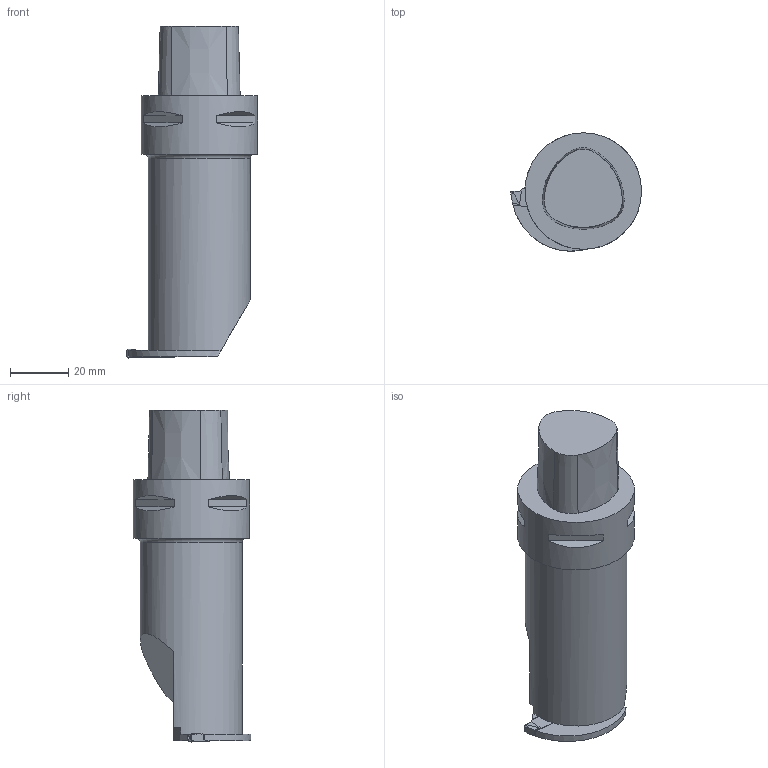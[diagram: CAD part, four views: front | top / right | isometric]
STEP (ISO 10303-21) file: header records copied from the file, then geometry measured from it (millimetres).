
FILE_DESCRIPTION(/* description */ (''),/* implementation_level */ '2;1');
FILE_NAME(/* name */ 'C4-CGGR-25090-03.stp',/* time_stamp */ '2018-02-15T16:17:41+06:00',/* author */ (''),/* organization */ (''),/* preprocessor_version */ 'ST-DEVELOPER v16',/* originating_system */ 'SIEMENS PLM Software NX 11.0',/* authorisation */ '');
FILE_SCHEMA (('AUTOMOTIVE_DESIGN { 1 0 10303 214 3 1 1 1 }'));
Length unit declared in the file: millimetre
Products named in the file (1): C4-CGGR-25090-03
Bounding box: 45 x 40.5 x 114 mm (x, y, z)
Volume: 97029 mm3; surface area: 15963.7 mm2
Topology: 3 solids, 3 shells, 73 faces, 185 edges, 123 vertices
Faces by surface type: plane 56, cylinder 10, cone 6, torus 1
Full cylindrical faces by diameter (mm): 35 x1, 40 x1
Entity records: 2235 total; most frequent: DIRECTION 387, CARTESIAN_POINT 376, ORIENTED_EDGE 358, EDGE_CURVE 179, AXIS2_PLACEMENT_3D 131, LINE 125, VECTOR 125, VERTEX_POINT 120
